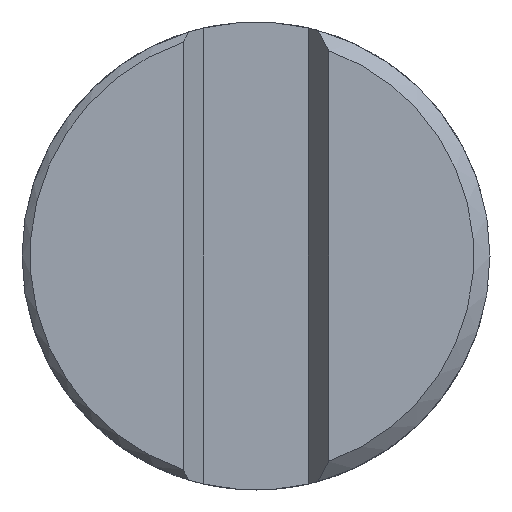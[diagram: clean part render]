
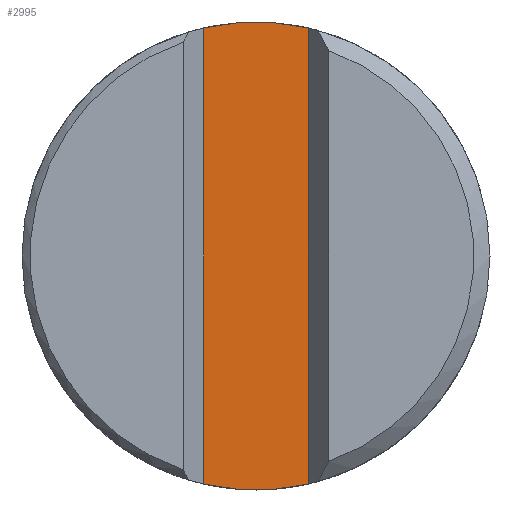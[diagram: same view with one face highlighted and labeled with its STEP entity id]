
A CAD part, front view. The second image highlights one B-rep face of the part: STEP entity #2995.
In plain terms, the highlighted planar face has unit normal (0, -1, 0).
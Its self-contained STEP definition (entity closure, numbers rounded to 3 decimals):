
#250 = VERTEX_POINT ( 'NONE', #6927 ) ;
#543 = LINE ( 'NONE', #5111, #1447 ) ;
#628 = CIRCLE ( 'NONE', #7449, 2.9 ) ;
#918 = CARTESIAN_POINT ( 'NONE',  ( 0., 0.375, 0. ) ) ;
#1447 = VECTOR ( 'NONE', #3810, 1000. ) ;
#1700 = VERTEX_POINT ( 'NONE', #5786 ) ;
#1836 = ORIENTED_EDGE ( 'NONE', *, *, #2637, .F. ) ;
#2093 = DIRECTION ( 'NONE',  ( 0., 1., 0. ) ) ;
#2492 = EDGE_CURVE ( 'NONE', #6762, #250, #628, .T. ) ;
#2637 = EDGE_CURVE ( 'NONE', #4244, #1700, #4657, .T. ) ;
#2882 = DIRECTION ( 'NONE',  ( 0., 1., 0. ) ) ;
#2995 = ADVANCED_FACE ( 'NONE', ( #3385 ), #4047, .F. ) ;
#3192 = EDGE_LOOP ( 'NONE', ( #7613, #3221, #1836, #6455 ) ) ;
#3221 = ORIENTED_EDGE ( 'NONE', *, *, #6096, .F. ) ;
#3385 = FACE_OUTER_BOUND ( 'NONE', #3192, .T. ) ;
#3810 = DIRECTION ( 'NONE',  ( 0., 0., 1. ) ) ;
#3909 = CARTESIAN_POINT ( 'NONE',  ( -0.65, 0.375, 2.826 ) ) ;
#3947 = LINE ( 'NONE', #6460, #6535 ) ;
#4047 = PLANE ( 'NONE',  #7992 ) ;
#4244 = VERTEX_POINT ( 'NONE', #4592 ) ;
#4257 = CARTESIAN_POINT ( 'NONE',  ( 0., 0.375, 0. ) ) ;
#4550 = CARTESIAN_POINT ( 'NONE',  ( 0.65, 0.375, -3.481 ) ) ;
#4592 = CARTESIAN_POINT ( 'NONE',  ( 0.65, 0.375, -2.826 ) ) ;
#4614 = DIRECTION ( 'NONE',  ( 0., 0., 1. ) ) ;
#4657 = CIRCLE ( 'NONE', #7053, 2.9 ) ;
#4764 = DIRECTION ( 'NONE',  ( 0.224, 0., -0.975 ) ) ;
#5111 = CARTESIAN_POINT ( 'NONE',  ( 0.65, 0.375, -2.826 ) ) ;
#5391 = DIRECTION ( 'NONE',  ( 0., 1., 0. ) ) ;
#5549 = DIRECTION ( 'NONE',  ( -0.224, 0., 0.975 ) ) ;
#5786 = CARTESIAN_POINT ( 'NONE',  ( -0.65, 0.375, -2.826 ) ) ;
#6096 = EDGE_CURVE ( 'NONE', #1700, #6762, #3947, .T. ) ;
#6455 = ORIENTED_EDGE ( 'NONE', *, *, #8039, .T. ) ;
#6460 = CARTESIAN_POINT ( 'NONE',  ( -0.65, 0.375, -2.826 ) ) ;
#6535 = VECTOR ( 'NONE', #4614, 1000. ) ;
#6762 = VERTEX_POINT ( 'NONE', #3909 ) ;
#6927 = CARTESIAN_POINT ( 'NONE',  ( 0.65, 0.375, 2.826 ) ) ;
#7053 = AXIS2_PLACEMENT_3D ( 'NONE', #918, #2882, #4764 ) ;
#7449 = AXIS2_PLACEMENT_3D ( 'NONE', #4257, #5391, #5549 ) ;
#7613 = ORIENTED_EDGE ( 'NONE', *, *, #2492, .F. ) ;
#7777 = DIRECTION ( 'NONE',  ( 1., 0., 0. ) ) ;
#7992 = AXIS2_PLACEMENT_3D ( 'NONE', #4550, #2093, #7777 ) ;
#8039 = EDGE_CURVE ( 'NONE', #4244, #250, #543, .T. ) ;
